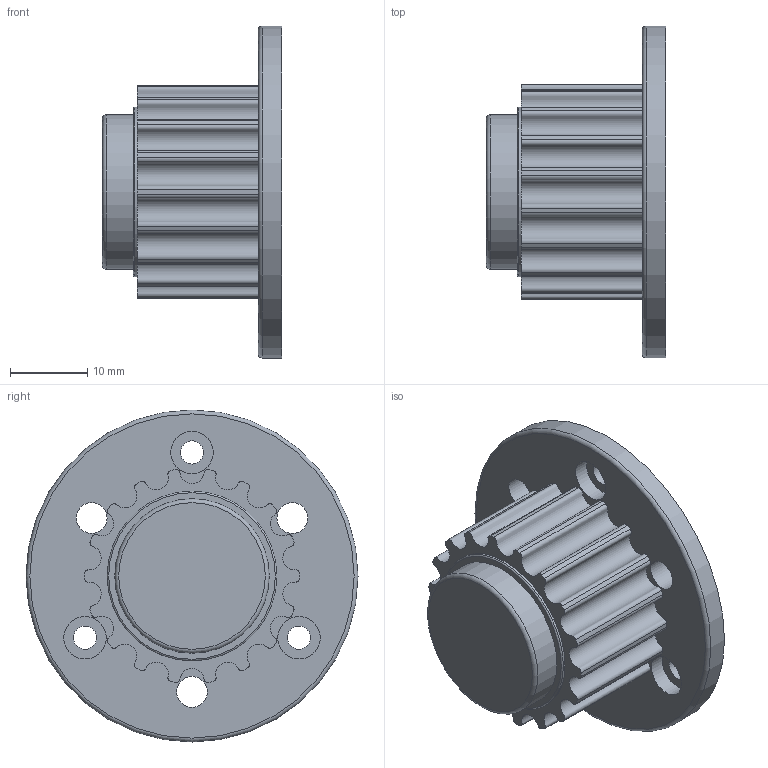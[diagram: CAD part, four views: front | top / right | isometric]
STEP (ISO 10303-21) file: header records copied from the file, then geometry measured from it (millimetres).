
FILE_DESCRIPTION(/* description */ (''),/* implementation_level */ '2;1');
FILE_NAME(/* name */ 'upper_pulley v2.step',/* time_stamp */ '2022-02-09T18:28:29+01:00',/* author */ (''),/* organization */ (''),/* preprocessor_version */ 'ST-DEVELOPER v18.1',/* originating_system */ 'Autodesk Translation Framework v10.13.0.1454',/* authorisation */ '');
FILE_SCHEMA (('AUTOMOTIVE_DESIGN { 1 0 10303 214 3 1 1 }'));
Length unit declared in the file: millimetre
Products named in the file (2): (Non enregistré); motor_pulley
Assembly tree (1 placements, depth 2):
  (Non enregistré)
    motor_pulley
Bounding box: 23.2 x 43 x 43 mm (x, y, z)
Volume: 7927.1 mm3; surface area: 6798.7 mm2
Topology: 1 solids, 1 shells, 63 faces, 159 edges, 106 vertices
Faces by surface type: cylinder 32, bspline 18, plane 10, torus 3
Full cylindrical faces by diameter (mm): 3 x3, 4 x3, 5.5 x3, 16.492 x1, 18.923 x1, 19.997 x1, 21.976 x1, 43 x1
Entity records: 4296 total; most frequent: CARTESIAN_POINT 2797, ORIENTED_EDGE 318, DIRECTION 292, EDGE_CURVE 159, AXIS2_PLACEMENT_3D 121, VERTEX_POINT 106, EDGE_LOOP 83, CIRCLE 73
